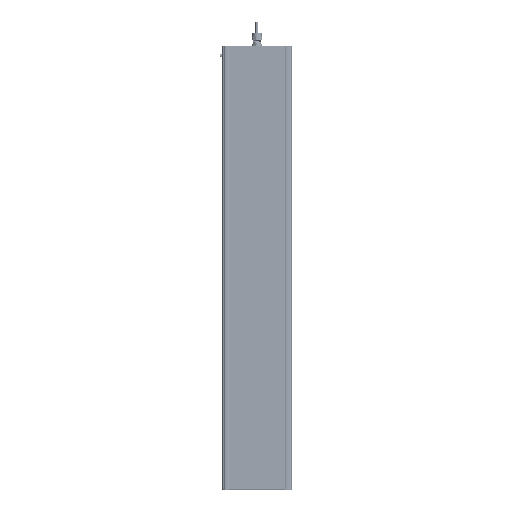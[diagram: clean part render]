
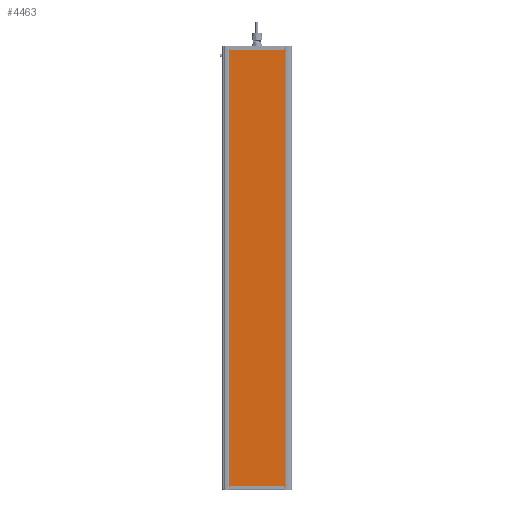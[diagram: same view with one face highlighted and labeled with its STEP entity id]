
A CAD part, front view. The second image highlights one B-rep face of the part: STEP entity #4463.
In plain terms, the highlighted face is planar.
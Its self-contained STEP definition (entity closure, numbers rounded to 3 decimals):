
#4463=ADVANCED_FACE('',(#8784),#8786,.T.);
#8784=FACE_BOUND('',#8785,.T.);
#8785=EDGE_LOOP('',(#40489,#40490,#40491,#40492));
#8786=PLANE('',#8787);
#8787=AXIS2_PLACEMENT_3D('',#8788,#8789,#8790);
#8788=CARTESIAN_POINT('',(2111.497,401.002,-34.582));
#8789=DIRECTION('',(0.,0.,-1.));
#8790=DIRECTION('',(0.,1.,0.));
#40489=ORIENTED_EDGE('',*,*,#47047,.F.);
#40490=ORIENTED_EDGE('',*,*,#47046,.T.);
#40491=ORIENTED_EDGE('',*,*,#47048,.F.);
#40492=ORIENTED_EDGE('',*,*,#47038,.F.);
#47038=EDGE_CURVE('',#51754,#51757,#51758,.T.);
#47046=EDGE_CURVE('',#51767,#51769,#51771,.T.);
#47047=EDGE_CURVE('',#51767,#51754,#51772,.T.);
#47048=EDGE_CURVE('',#51757,#51769,#51773,.T.);
#51754=VERTEX_POINT('',#61542);
#51757=VERTEX_POINT('',#61547);
#51758=LINE('',#61548,#61549);
#51767=VERTEX_POINT('',#61569);
#51769=VERTEX_POINT('',#61573);
#51771=LINE('',#61577,#61578);
#51772=LINE('',#61580,#61581);
#51773=LINE('',#61583,#61584);
#61542=CARTESIAN_POINT('',(2111.497,401.002,-34.582));
#61547=CARTESIAN_POINT('',(3307.497,401.002,-34.582));
#61548=CARTESIAN_POINT('',(2111.497,401.002,-34.582));
#61549=VECTOR('',#61550,1.);
#61550=DIRECTION('',(1.,0.,0.));
#61569=CARTESIAN_POINT('',(2111.497,565.13,-34.582));
#61573=CARTESIAN_POINT('',(3307.497,565.13,-34.582));
#61577=CARTESIAN_POINT('',(2111.497,565.13,-34.582));
#61578=VECTOR('',#61579,1.);
#61579=DIRECTION('',(1.,0.,0.));
#61580=CARTESIAN_POINT('',(2111.497,565.13,-34.582));
#61581=VECTOR('',#61582,1.);
#61582=DIRECTION('',(0.,-1.,0.));
#61583=CARTESIAN_POINT('',(3307.497,401.002,-34.582));
#61584=VECTOR('',#61585,1.);
#61585=DIRECTION('',(0.,1.,0.));
